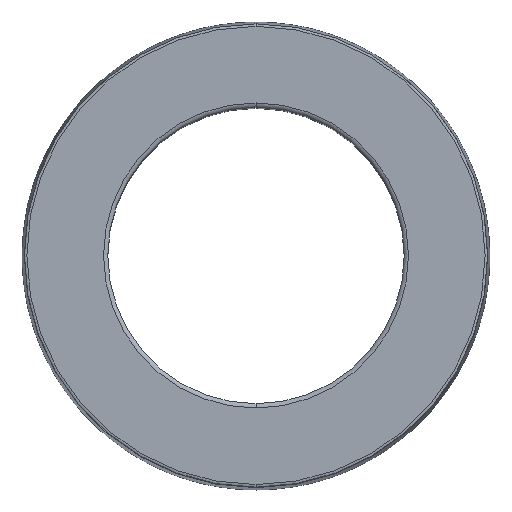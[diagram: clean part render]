
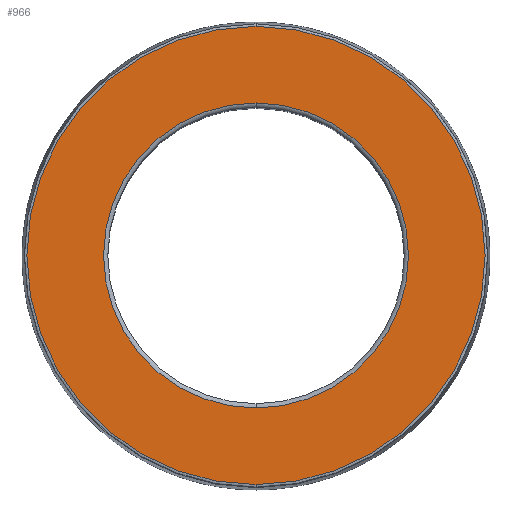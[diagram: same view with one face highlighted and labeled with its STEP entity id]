
A CAD part, top view. The second image highlights one B-rep face of the part: STEP entity #966.
In plain terms, the highlighted planar face has unit normal (0, 0, 1).
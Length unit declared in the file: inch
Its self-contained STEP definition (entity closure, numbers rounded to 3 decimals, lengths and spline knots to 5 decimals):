
#25 = AXIS2_PLACEMENT_3D ( 'NONE', #2637, #1728, #2688 ) ;
#139 = DIRECTION ( 'NONE',  ( 0., 1., 0. ) ) ;
#302 = ORIENTED_EDGE ( 'NONE', *, *, #578, .F. ) ;
#356 = VERTEX_POINT ( 'NONE', #1942 ) ;
#392 = DIRECTION ( 'NONE',  ( 0., 0., 1. ) ) ;
#449 = DIRECTION ( 'NONE',  ( 0., 1., 0. ) ) ;
#493 = AXIS2_PLACEMENT_3D ( 'NONE', #2769, #1006, #2565 ) ;
#578 = EDGE_CURVE ( 'NONE', #1704, #356, #627, .T. ) ;
#627 = CIRCLE ( 'NONE', #493, 1.16053 ) ;
#712 = ORIENTED_EDGE ( 'NONE', *, *, #2516, .F. ) ;
#857 = EDGE_LOOP ( 'NONE', ( #712, #1712 ) ) ;
#947 = ORIENTED_EDGE ( 'NONE', *, *, #1755, .F. ) ;
#966 = ADVANCED_FACE ( 'NONE', ( #2657, #2429 ), #1994, .F. ) ;
#1006 = DIRECTION ( 'NONE',  ( 0., 0., -1. ) ) ;
#1051 = EDGE_LOOP ( 'NONE', ( #302, #947 ) ) ;
#1133 = DIRECTION ( 'NONE',  ( 0., 0., 1. ) ) ;
#1229 = AXIS2_PLACEMENT_3D ( 'NONE', #1750, #392, #139 ) ;
#1237 = CARTESIAN_POINT ( 'NONE',  ( -0.7725, 0., 1.49625 ) ) ;
#1444 = AXIS2_PLACEMENT_3D ( 'NONE', #1583, #1133, #449 ) ;
#1460 = DIRECTION ( 'NONE',  ( 0., 1., 0. ) ) ;
#1583 = CARTESIAN_POINT ( 'NONE',  ( 0., 0., 1.49625 ) ) ;
#1672 = EDGE_CURVE ( 'NONE', #2902, #2567, #2669, .T. ) ;
#1704 = VERTEX_POINT ( 'NONE', #2898 ) ;
#1712 = ORIENTED_EDGE ( 'NONE', *, *, #1672, .F. ) ;
#1728 = DIRECTION ( 'NONE',  ( 0., 0., -1. ) ) ;
#1750 = CARTESIAN_POINT ( 'NONE',  ( 0., 0., 1.49625 ) ) ;
#1755 = EDGE_CURVE ( 'NONE', #356, #1704, #2064, .T. ) ;
#1812 = CARTESIAN_POINT ( 'NONE',  ( 0.7725, 0., 1.49625 ) ) ;
#1826 = AXIS2_PLACEMENT_3D ( 'NONE', #2595, #2623, #1460 ) ;
#1905 = CIRCLE ( 'NONE', #1229, 0.7725 ) ;
#1942 = CARTESIAN_POINT ( 'NONE',  ( 0., -1.16053, 1.49625 ) ) ;
#1994 = PLANE ( 'NONE',  #25 ) ;
#2064 = CIRCLE ( 'NONE', #1826, 1.16053 ) ;
#2429 = FACE_BOUND ( 'NONE', #857, .T. ) ;
#2516 = EDGE_CURVE ( 'NONE', #2567, #2902, #1905, .T. ) ;
#2565 = DIRECTION ( 'NONE',  ( 0., 1., 0. ) ) ;
#2567 = VERTEX_POINT ( 'NONE', #1812 ) ;
#2595 = CARTESIAN_POINT ( 'NONE',  ( 0., 0., 1.49625 ) ) ;
#2623 = DIRECTION ( 'NONE',  ( 0., 0., -1. ) ) ;
#2637 = CARTESIAN_POINT ( 'NONE',  ( 0., 1.16053, 1.49625 ) ) ;
#2657 = FACE_OUTER_BOUND ( 'NONE', #1051, .T. ) ;
#2669 = CIRCLE ( 'NONE', #1444, 0.7725 ) ;
#2688 = DIRECTION ( 'NONE',  ( 0., 1., 0. ) ) ;
#2769 = CARTESIAN_POINT ( 'NONE',  ( 0., 0., 1.49625 ) ) ;
#2898 = CARTESIAN_POINT ( 'NONE',  ( 0., 1.16053, 1.49625 ) ) ;
#2902 = VERTEX_POINT ( 'NONE', #1237 ) ;
